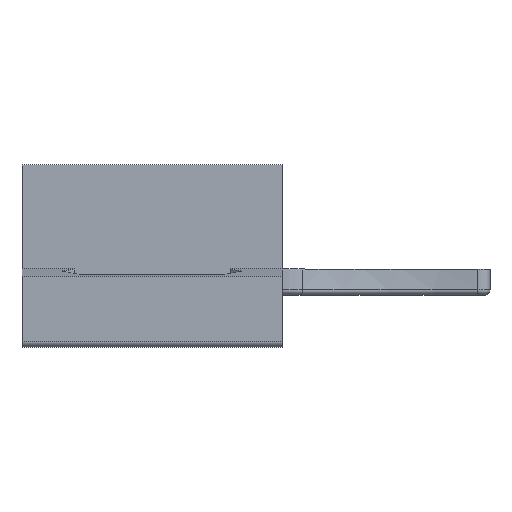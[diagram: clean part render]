
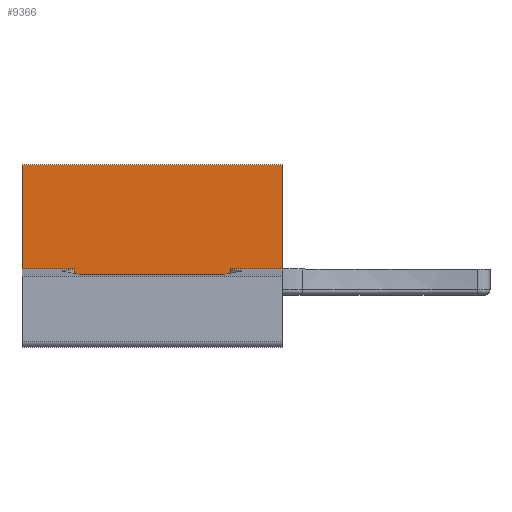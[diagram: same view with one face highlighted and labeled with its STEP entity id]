
A CAD part, top view. The second image highlights one B-rep face of the part: STEP entity #9366.
In plain terms, the highlighted planar face has unit normal (0, 0, 1).
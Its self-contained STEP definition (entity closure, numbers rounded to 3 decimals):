
#56 = PLANE('',#57);
#57 = AXIS2_PLACEMENT_3D('',#58,#59,#60);
#58 = CARTESIAN_POINT('',(-117.,-94.772,22.225));
#59 = DIRECTION('',(1.,0.,0.));
#60 = DIRECTION('',(-0.,0.,1.));
#4342 = PLANE('',#4343);
#4343 = AXIS2_PLACEMENT_3D('',#4344,#4345,#4346);
#4344 = CARTESIAN_POINT('',(-117.,-95.,33.));
#4345 = DIRECTION('',(0.,1.,0.));
#4346 = DIRECTION('',(0.,0.,-1.));
#4632 = VERTEX_POINT('',#4633);
#4633 = CARTESIAN_POINT('',(-107.,-95.,25.));
#4647 = PLANE('',#4648);
#4648 = AXIS2_PLACEMENT_3D('',#4649,#4650,#4651);
#4649 = CARTESIAN_POINT('',(-107.,-95.,25.));
#4650 = DIRECTION('',(-0.707,0.,-0.707));
#4651 = DIRECTION('',(0.707,0.,-0.707));
#4659 = EDGE_CURVE('',#4660,#4632,#4662,.T.);
#4660 = VERTEX_POINT('',#4661);
#4661 = CARTESIAN_POINT('',(-77.,-95.,25.));
#4662 = SURFACE_CURVE('',#4663,(#4667,#4674),.PCURVE_S1.);
#4663 = LINE('',#4664,#4665);
#4664 = CARTESIAN_POINT('',(-77.,-95.,25.));
#4665 = VECTOR('',#4666,1.);
#4666 = DIRECTION('',(-1.,0.,0.));
#4667 = PCURVE('',#4342,#4668);
#4668 = DEFINITIONAL_REPRESENTATION('',(#4669),#4673);
#4669 = LINE('',#4670,#4671);
#4670 = CARTESIAN_POINT('',(8.,-40.));
#4671 = VECTOR('',#4672,1.);
#4672 = DIRECTION('',(0.,1.));
#4673 = ( GEOMETRIC_REPRESENTATION_CONTEXT(2) 
PARAMETRIC_REPRESENTATION_CONTEXT() REPRESENTATION_CONTEXT('2D SPACE',''
  ) );
#4674 = PCURVE('',#4675,#4680);
#4675 = PLANE('',#4676);
#4676 = AXIS2_PLACEMENT_3D('',#4677,#4678,#4679);
#4677 = CARTESIAN_POINT('',(-92.,-75.735,25.));
#4678 = DIRECTION('',(0.,0.,1.));
#4679 = DIRECTION('',(0.,1.,0.));
#4680 = DEFINITIONAL_REPRESENTATION('',(#4681),#4685);
#4681 = LINE('',#4682,#4683);
#4682 = CARTESIAN_POINT('',(-19.265,-15.));
#4683 = VECTOR('',#4684,1.);
#4684 = DIRECTION('',(0.,1.));
#4685 = ( GEOMETRIC_REPRESENTATION_CONTEXT(2) 
PARAMETRIC_REPRESENTATION_CONTEXT() REPRESENTATION_CONTEXT('2D SPACE',''
  ) );
#4703 = PLANE('',#4704);
#4704 = AXIS2_PLACEMENT_3D('',#4705,#4706,#4707);
#4705 = CARTESIAN_POINT('',(-75.765,-87.603,
    26.235));
#4706 = DIRECTION('',(-0.707,0.,0.707)
  );
#4707 = DIRECTION('',(-0.707,0.,-0.707
    ));
#4864 = PLANE('',#4865);
#4865 = AXIS2_PLACEMENT_3D('',#4866,#4867,#4868);
#4866 = CARTESIAN_POINT('',(-117.,-80.,25.));
#4867 = DIRECTION('',(0.,-0.985,
    -0.174));
#4868 = DIRECTION('',(0.,-0.174,0.985)
  );
#4901 = VERTEX_POINT('',#4902);
#4902 = CARTESIAN_POINT('',(-117.,-80.,25.));
#4922 = EDGE_CURVE('',#4901,#4923,#4925,.T.);
#4923 = VERTEX_POINT('',#4924);
#4924 = CARTESIAN_POINT('',(-107.,-80.,25.));
#4925 = SURFACE_CURVE('',#4926,(#4930,#4936),.PCURVE_S1.);
#4926 = LINE('',#4927,#4928);
#4927 = CARTESIAN_POINT('',(-117.,-80.,25.));
#4928 = VECTOR('',#4929,1.);
#4929 = DIRECTION('',(1.,0.,0.));
#4930 = PCURVE('',#4864,#4931);
#4931 = DEFINITIONAL_REPRESENTATION('',(#4932),#4935);
#4932 = B_SPLINE_CURVE_WITH_KNOTS('',1,(#4933,#4934),.UNSPECIFIED.,.F.,
  .F.,(2,2),(0.,10.),.PIECEWISE_BEZIER_KNOTS.);
#4933 = CARTESIAN_POINT('',(0.,0.));
#4934 = CARTESIAN_POINT('',(0.,-10.));
#4935 = ( GEOMETRIC_REPRESENTATION_CONTEXT(2) 
PARAMETRIC_REPRESENTATION_CONTEXT() REPRESENTATION_CONTEXT('2D SPACE',''
  ) );
#4936 = PCURVE('',#4675,#4937);
#4937 = DEFINITIONAL_REPRESENTATION('',(#4938),#4942);
#4938 = LINE('',#4939,#4940);
#4939 = CARTESIAN_POINT('',(-4.265,25.));
#4940 = VECTOR('',#4941,1.);
#4941 = DIRECTION('',(0.,-1.));
#4942 = ( GEOMETRIC_REPRESENTATION_CONTEXT(2) 
PARAMETRIC_REPRESENTATION_CONTEXT() REPRESENTATION_CONTEXT('2D SPACE',''
  ) );
#5037 = VERTEX_POINT('',#5038);
#5038 = CARTESIAN_POINT('',(-77.,-80.,25.));
#5058 = EDGE_CURVE('',#5037,#5059,#5061,.T.);
#5059 = VERTEX_POINT('',#5060);
#5060 = CARTESIAN_POINT('',(-67.,-80.,25.));
#5061 = SURFACE_CURVE('',#5062,(#5066,#5072),.PCURVE_S1.);
#5062 = LINE('',#5063,#5064);
#5063 = CARTESIAN_POINT('',(-117.,-80.,25.));
#5064 = VECTOR('',#5065,1.);
#5065 = DIRECTION('',(1.,0.,0.));
#5066 = PCURVE('',#4864,#5067);
#5067 = DEFINITIONAL_REPRESENTATION('',(#5068),#5071);
#5068 = B_SPLINE_CURVE_WITH_KNOTS('',1,(#5069,#5070),.UNSPECIFIED.,.F.,
  .F.,(2,2),(40.,50.),.PIECEWISE_BEZIER_KNOTS.);
#5069 = CARTESIAN_POINT('',(0.,-40.));
#5070 = CARTESIAN_POINT('',(0.,-50.));
#5071 = ( GEOMETRIC_REPRESENTATION_CONTEXT(2) 
PARAMETRIC_REPRESENTATION_CONTEXT() REPRESENTATION_CONTEXT('2D SPACE',''
  ) );
#5072 = PCURVE('',#4675,#5073);
#5073 = DEFINITIONAL_REPRESENTATION('',(#5074),#5078);
#5074 = LINE('',#5075,#5076);
#5075 = CARTESIAN_POINT('',(-4.265,25.));
#5076 = VECTOR('',#5077,1.);
#5077 = DIRECTION('',(0.,-1.));
#5078 = ( GEOMETRIC_REPRESENTATION_CONTEXT(2) 
PARAMETRIC_REPRESENTATION_CONTEXT() REPRESENTATION_CONTEXT('2D SPACE',''
  ) );
#9039 = EDGE_CURVE('',#9040,#4901,#9042,.T.);
#9040 = VERTEX_POINT('',#9041);
#9041 = CARTESIAN_POINT('',(-117.,-60.,25.));
#9042 = SURFACE_CURVE('',#9043,(#9047,#9054),.PCURVE_S1.);
#9043 = LINE('',#9044,#9045);
#9044 = CARTESIAN_POINT('',(-117.,-60.,25.));
#9045 = VECTOR('',#9046,1.);
#9046 = DIRECTION('',(0.,-1.,0.));
#9047 = PCURVE('',#56,#9048);
#9048 = DEFINITIONAL_REPRESENTATION('',(#9049),#9053);
#9049 = LINE('',#9050,#9051);
#9050 = CARTESIAN_POINT('',(2.775,-34.772));
#9051 = VECTOR('',#9052,1.);
#9052 = DIRECTION('',(0.,1.));
#9053 = ( GEOMETRIC_REPRESENTATION_CONTEXT(2) 
PARAMETRIC_REPRESENTATION_CONTEXT() REPRESENTATION_CONTEXT('2D SPACE',''
  ) );
#9054 = PCURVE('',#4675,#9055);
#9055 = DEFINITIONAL_REPRESENTATION('',(#9056),#9060);
#9056 = LINE('',#9057,#9058);
#9057 = CARTESIAN_POINT('',(15.735,25.));
#9058 = VECTOR('',#9059,1.);
#9059 = DIRECTION('',(-1.,0.));
#9060 = ( GEOMETRIC_REPRESENTATION_CONTEXT(2) 
PARAMETRIC_REPRESENTATION_CONTEXT() REPRESENTATION_CONTEXT('2D SPACE',''
  ) );
#9078 = PLANE('',#9079);
#9079 = AXIS2_PLACEMENT_3D('',#9080,#9081,#9082);
#9080 = CARTESIAN_POINT('',(-117.,-60.,25.));
#9081 = DIRECTION('',(0.,1.,0.));
#9082 = DIRECTION('',(0.,0.,-1.));
#9147 = EDGE_CURVE('',#9040,#9148,#9150,.T.);
#9148 = VERTEX_POINT('',#9149);
#9149 = CARTESIAN_POINT('',(-67.,-60.,25.));
#9150 = SURFACE_CURVE('',#9151,(#9155,#9162),.PCURVE_S1.);
#9151 = LINE('',#9152,#9153);
#9152 = CARTESIAN_POINT('',(-117.,-60.,25.));
#9153 = VECTOR('',#9154,1.);
#9154 = DIRECTION('',(1.,0.,0.));
#9155 = PCURVE('',#9078,#9156);
#9156 = DEFINITIONAL_REPRESENTATION('',(#9157),#9161);
#9157 = LINE('',#9158,#9159);
#9158 = CARTESIAN_POINT('',(0.,0.));
#9159 = VECTOR('',#9160,1.);
#9160 = DIRECTION('',(0.,-1.));
#9161 = ( GEOMETRIC_REPRESENTATION_CONTEXT(2) 
PARAMETRIC_REPRESENTATION_CONTEXT() REPRESENTATION_CONTEXT('2D SPACE',''
  ) );
#9162 = PCURVE('',#4675,#9163);
#9163 = DEFINITIONAL_REPRESENTATION('',(#9164),#9168);
#9164 = LINE('',#9165,#9166);
#9165 = CARTESIAN_POINT('',(15.735,25.));
#9166 = VECTOR('',#9167,1.);
#9167 = DIRECTION('',(0.,-1.));
#9168 = ( GEOMETRIC_REPRESENTATION_CONTEXT(2) 
PARAMETRIC_REPRESENTATION_CONTEXT() REPRESENTATION_CONTEXT('2D SPACE',''
  ) );
#9186 = PLANE('',#9187);
#9187 = AXIS2_PLACEMENT_3D('',#9188,#9189,#9190);
#9188 = CARTESIAN_POINT('',(-67.,-60.,-5.));
#9189 = DIRECTION('',(1.,0.,0.));
#9190 = DIRECTION('',(0.,-1.,0.));
#9271 = EDGE_CURVE('',#5059,#9148,#9272,.T.);
#9272 = SURFACE_CURVE('',#9273,(#9277,#9283),.PCURVE_S1.);
#9273 = LINE('',#9274,#9275);
#9274 = CARTESIAN_POINT('',(-67.,-85.,25.));
#9275 = VECTOR('',#9276,1.);
#9276 = DIRECTION('',(0.,1.,0.));
#9277 = PCURVE('',#9186,#9278);
#9278 = DEFINITIONAL_REPRESENTATION('',(#9279),#9282);
#9279 = B_SPLINE_CURVE_WITH_KNOTS('',1,(#9280,#9281),.UNSPECIFIED.,.F.,
  .F.,(2,2),(5.,25.),.PIECEWISE_BEZIER_KNOTS.);
#9280 = CARTESIAN_POINT('',(20.,-30.));
#9281 = CARTESIAN_POINT('',(0.,-30.));
#9282 = ( GEOMETRIC_REPRESENTATION_CONTEXT(2) 
PARAMETRIC_REPRESENTATION_CONTEXT() REPRESENTATION_CONTEXT('2D SPACE',''
  ) );
#9283 = PCURVE('',#4675,#9284);
#9284 = DEFINITIONAL_REPRESENTATION('',(#9285),#9289);
#9285 = LINE('',#9286,#9287);
#9286 = CARTESIAN_POINT('',(-9.265,-25.));
#9287 = VECTOR('',#9288,1.);
#9288 = DIRECTION('',(1.,0.));
#9289 = ( GEOMETRIC_REPRESENTATION_CONTEXT(2) 
PARAMETRIC_REPRESENTATION_CONTEXT() REPRESENTATION_CONTEXT('2D SPACE',''
  ) );
#9345 = EDGE_CURVE('',#4660,#5037,#9346,.T.);
#9346 = SURFACE_CURVE('',#9347,(#9351,#9358),.PCURVE_S1.);
#9347 = LINE('',#9348,#9349);
#9348 = CARTESIAN_POINT('',(-77.,-90.,25.));
#9349 = VECTOR('',#9350,1.);
#9350 = DIRECTION('',(0.,1.,0.));
#9351 = PCURVE('',#4703,#9352);
#9352 = DEFINITIONAL_REPRESENTATION('',(#9353),#9357);
#9353 = LINE('',#9354,#9355);
#9354 = CARTESIAN_POINT('',(1.747,2.397));
#9355 = VECTOR('',#9356,1.);
#9356 = DIRECTION('',(0.,-1.));
#9357 = ( GEOMETRIC_REPRESENTATION_CONTEXT(2) 
PARAMETRIC_REPRESENTATION_CONTEXT() REPRESENTATION_CONTEXT('2D SPACE',''
  ) );
#9358 = PCURVE('',#4675,#9359);
#9359 = DEFINITIONAL_REPRESENTATION('',(#9360),#9364);
#9360 = LINE('',#9361,#9362);
#9361 = CARTESIAN_POINT('',(-14.265,-15.));
#9362 = VECTOR('',#9363,1.);
#9363 = DIRECTION('',(1.,0.));
#9364 = ( GEOMETRIC_REPRESENTATION_CONTEXT(2) 
PARAMETRIC_REPRESENTATION_CONTEXT() REPRESENTATION_CONTEXT('2D SPACE',''
  ) );
#9366 = ADVANCED_FACE('',(#9367),#4675,.T.);
#9367 = FACE_BOUND('',#9368,.T.);
#9368 = EDGE_LOOP('',(#9369,#9370,#9371,#9372,#9373,#9374,#9375,#9396));
#9369 = ORIENTED_EDGE('',*,*,#9345,.T.);
#9370 = ORIENTED_EDGE('',*,*,#5058,.T.);
#9371 = ORIENTED_EDGE('',*,*,#9271,.T.);
#9372 = ORIENTED_EDGE('',*,*,#9147,.F.);
#9373 = ORIENTED_EDGE('',*,*,#9039,.T.);
#9374 = ORIENTED_EDGE('',*,*,#4922,.T.);
#9375 = ORIENTED_EDGE('',*,*,#9376,.F.);
#9376 = EDGE_CURVE('',#4632,#4923,#9377,.T.);
#9377 = SURFACE_CURVE('',#9378,(#9382,#9389),.PCURVE_S1.);
#9378 = LINE('',#9379,#9380);
#9379 = CARTESIAN_POINT('',(-107.,-90.,25.));
#9380 = VECTOR('',#9381,1.);
#9381 = DIRECTION('',(0.,1.,0.));
#9382 = PCURVE('',#4675,#9383);
#9383 = DEFINITIONAL_REPRESENTATION('',(#9384),#9388);
#9384 = LINE('',#9385,#9386);
#9385 = CARTESIAN_POINT('',(-14.265,15.));
#9386 = VECTOR('',#9387,1.);
#9387 = DIRECTION('',(1.,0.));
#9388 = ( GEOMETRIC_REPRESENTATION_CONTEXT(2) 
PARAMETRIC_REPRESENTATION_CONTEXT() REPRESENTATION_CONTEXT('2D SPACE',''
  ) );
#9389 = PCURVE('',#4647,#9390);
#9390 = DEFINITIONAL_REPRESENTATION('',(#9391),#9395);
#9391 = LINE('',#9392,#9393);
#9392 = CARTESIAN_POINT('',(0.,-5.));
#9393 = VECTOR('',#9394,1.);
#9394 = DIRECTION('',(0.,-1.));
#9395 = ( GEOMETRIC_REPRESENTATION_CONTEXT(2) 
PARAMETRIC_REPRESENTATION_CONTEXT() REPRESENTATION_CONTEXT('2D SPACE',''
  ) );
#9396 = ORIENTED_EDGE('',*,*,#4659,.F.);
